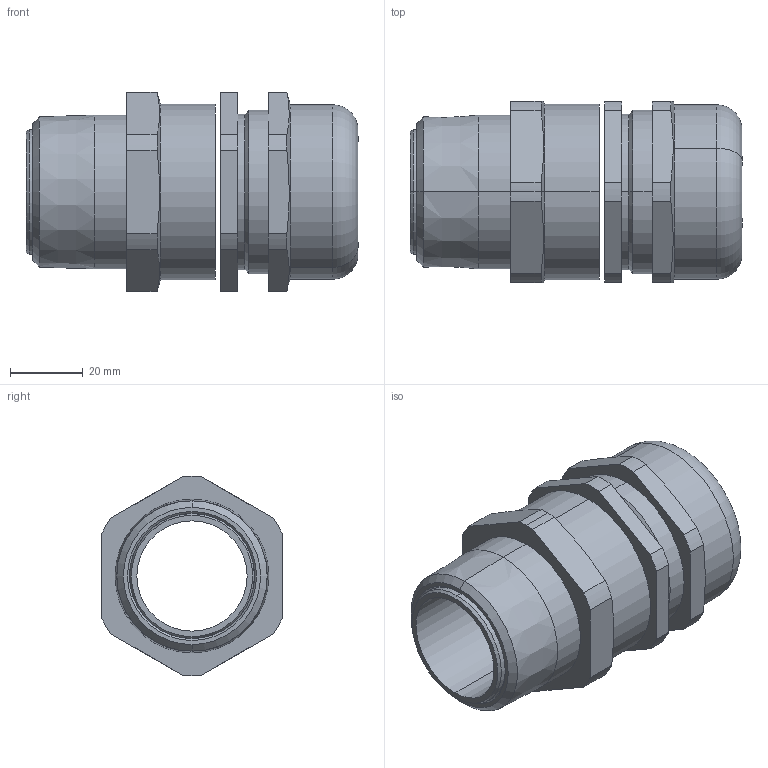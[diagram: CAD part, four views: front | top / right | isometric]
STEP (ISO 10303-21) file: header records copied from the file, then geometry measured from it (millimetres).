
FILE_DESCRIPTION (( 'STEP AP203' ), '1' );
FILE_NAME ('40PXSS2K1RA034.STEP', '2017-01-24T10:00:25', ( '' ), ( '' ), 'SwSTEP 2.0', 'SolidWorks 2014', '' );
FILE_SCHEMA (( 'CONFIG_CONTROL_DESIGN' ));
Length unit declared in the file: millimetre
Products named in the file (1): 40PXSS2K1RA034
Bounding box: 91.55 x 50 x 55 mm (x, y, z)
Surface area: 32181.1 mm2 (no closed solid volume)
Topology: 0 solids, 5 shells, 89 faces, 223 edges, 143 vertices
Faces by surface type: cylinder 42, plane 27, cone 18, torus 2
Entity records: 2827 total; most frequent: CARTESIAN_POINT 558, DIRECTION 496, ORIENTED_EDGE 426, EDGE_CURVE 223, AXIS2_PLACEMENT_3D 197, VERTEX_POINT 143, CIRCLE 107, LINE 102
